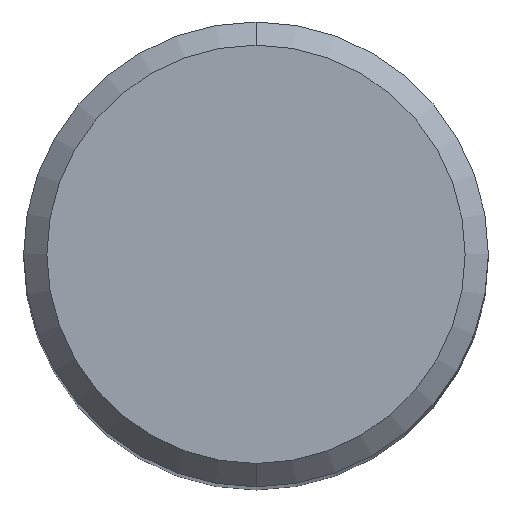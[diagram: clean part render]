
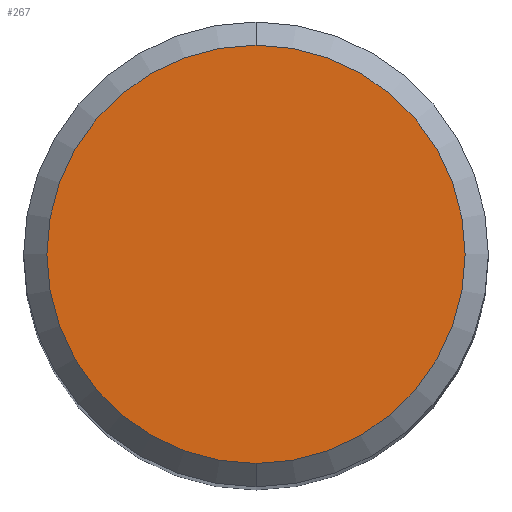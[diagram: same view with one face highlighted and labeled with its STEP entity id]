
A CAD part, top view. The second image highlights one B-rep face of the part: STEP entity #267.
In plain terms, the highlighted planar face has unit normal (0, 0, 1).
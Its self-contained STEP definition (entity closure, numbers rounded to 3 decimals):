
#267=ADVANCED_FACE('',(#582),#583,.T.);
#297=EDGE_CURVE('',#307,#453,#617,.T.);
#307=VERTEX_POINT('',#628);
#321=EDGE_CURVE('',#453,#307,#643,.T.);
#453=VERTEX_POINT('',#788);
#582=FACE_OUTER_BOUND('',#1007,.T.);
#583=PLANE('',#1008);
#617=CIRCLE('',#1069,4.5);
#628=CARTESIAN_POINT('',(0.0,4.5,0.0));
#643=CIRCLE('',#1147,4.5);
#788=CARTESIAN_POINT('',(0.,-4.5,0.0));
#1007=EDGE_LOOP('',(#1586,#1587));
#1008=AXIS2_PLACEMENT_3D('',#1588,#1589,#1590);
#1069=AXIS2_PLACEMENT_3D('',#1634,#1635,#1636);
#1147=AXIS2_PLACEMENT_3D('',#1660,#1661,#1662);
#1586=ORIENTED_EDGE('',*,*,#297,.F.);
#1587=ORIENTED_EDGE('',*,*,#321,.F.);
#1588=CARTESIAN_POINT('',(0.0,2.25,0.0));
#1589=DIRECTION('',(-0.0,0.0,1.0));
#1590=DIRECTION('',(0.0,-1.0,0.0));
#1634=CARTESIAN_POINT('',(0.0,0.0,0.0));
#1635=DIRECTION('',(0.0,0.0,-1.0));
#1636=DIRECTION('',(0.0,1.0,0.0));
#1660=CARTESIAN_POINT('',(0.0,0.0,0.0));
#1661=DIRECTION('',(0.0,0.0,-1.0));
#1662=DIRECTION('',(0.0,1.0,0.0));
